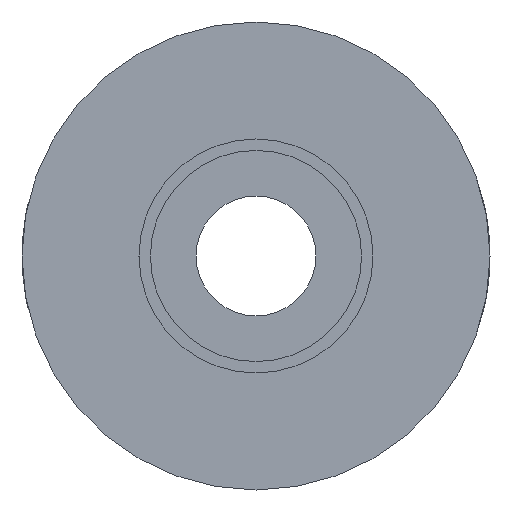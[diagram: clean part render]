
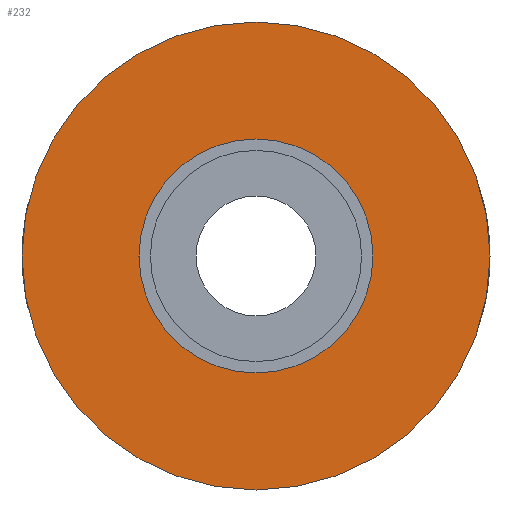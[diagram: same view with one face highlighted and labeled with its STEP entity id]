
A CAD part, left-side view. The second image highlights one B-rep face of the part: STEP entity #232.
In plain terms, the highlighted planar face has unit normal (-1, 0, 0).
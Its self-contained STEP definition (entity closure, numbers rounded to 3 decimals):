
#22=FACE_BOUND('',#57,.T.);
#38=FACE_OUTER_BOUND('',#56,.T.);
#56=EDGE_LOOP('',(#191));
#57=EDGE_LOOP('',(#192));
#101=CIRCLE('',#283,2.05);
#102=CIRCLE('',#285,4.1);
#120=VERTEX_POINT('',#418);
#121=VERTEX_POINT('',#422);
#147=EDGE_CURVE('',#120,#120,#101,.T.);
#148=EDGE_CURVE('',#121,#121,#102,.T.);
#191=ORIENTED_EDGE('',*,*,#148,.F.);
#192=ORIENTED_EDGE('',*,*,#147,.T.);
#218=PLANE('',#284);
#232=ADVANCED_FACE('',(#38,#22),#218,.T.);
#283=AXIS2_PLACEMENT_3D('',#420,#353,#354);
#284=AXIS2_PLACEMENT_3D('',#421,#355,#356);
#285=AXIS2_PLACEMENT_3D('',#423,#357,#358);
#353=DIRECTION('center_axis',(1.,0.,0.));
#354=DIRECTION('ref_axis',(0.,0.,-1.));
#355=DIRECTION('center_axis',(-1.,0.,0.));
#356=DIRECTION('ref_axis',(0.,0.,1.));
#357=DIRECTION('center_axis',(1.,0.,0.));
#358=DIRECTION('ref_axis',(0.,0.,-1.));
#418=CARTESIAN_POINT('',(-10.41,-2.05,0.));
#420=CARTESIAN_POINT('Origin',(-10.41,0.,0.));
#421=CARTESIAN_POINT('Origin',(-10.41,4.1,0.));
#422=CARTESIAN_POINT('',(-10.41,-4.1,0.));
#423=CARTESIAN_POINT('Origin',(-10.41,0.,0.));
